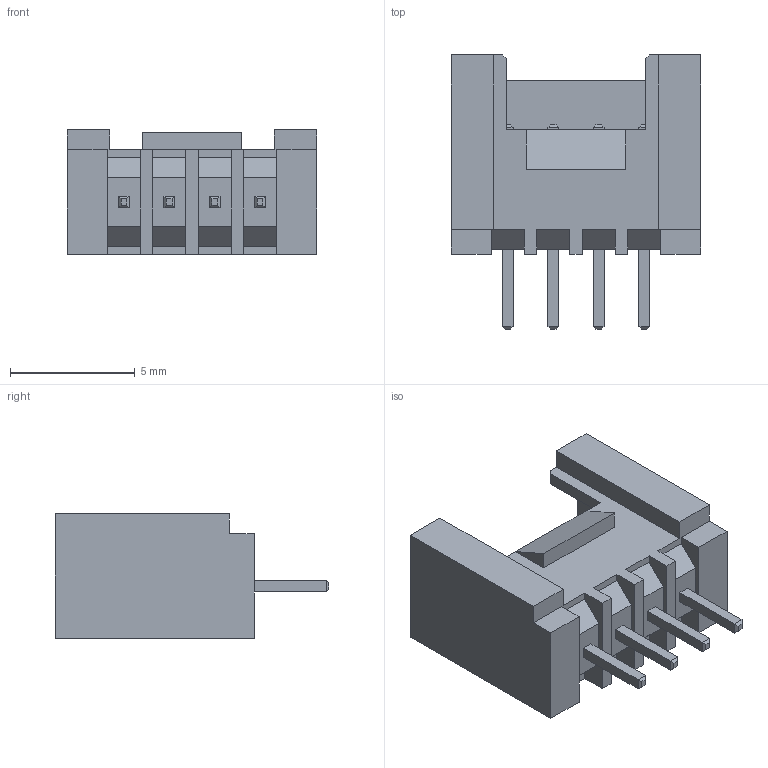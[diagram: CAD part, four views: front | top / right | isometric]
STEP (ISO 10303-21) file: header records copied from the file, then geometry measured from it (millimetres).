
FILE_DESCRIPTION(('CATIA V5 STEP Exchange'),'2;1');
FILE_NAME('Connecteur Grove (debout).stp','2017-12-05T08:41:40+00:00',('none'),('none'),'CATIA Version 5 Release 20 GA (IN-10)','CATIA V5 STEP AP203','none');
FILE_SCHEMA(('CONFIG_CONTROL_DESIGN'));
Length unit declared in the file: millimetre
Products named in the file (1): Connecteur Grove (debout)
Bounding box: 10 x 11 x 5 mm (x, y, z)
Volume: 146.2 mm3; surface area: 537.2 mm2
Topology: 1 solids, 1 shells, 138 faces, 350 edges, 222 vertices
Faces by surface type: plane 138
Entity records: 4064 total; most frequent: CARTESIAN_POINT 711, ORIENTED_EDGE 700, DIRECTION 626, VECTOR 350, EDGE_CURVE 350, LINE 350, VERTEX_POINT 222, EDGE_LOOP 146
